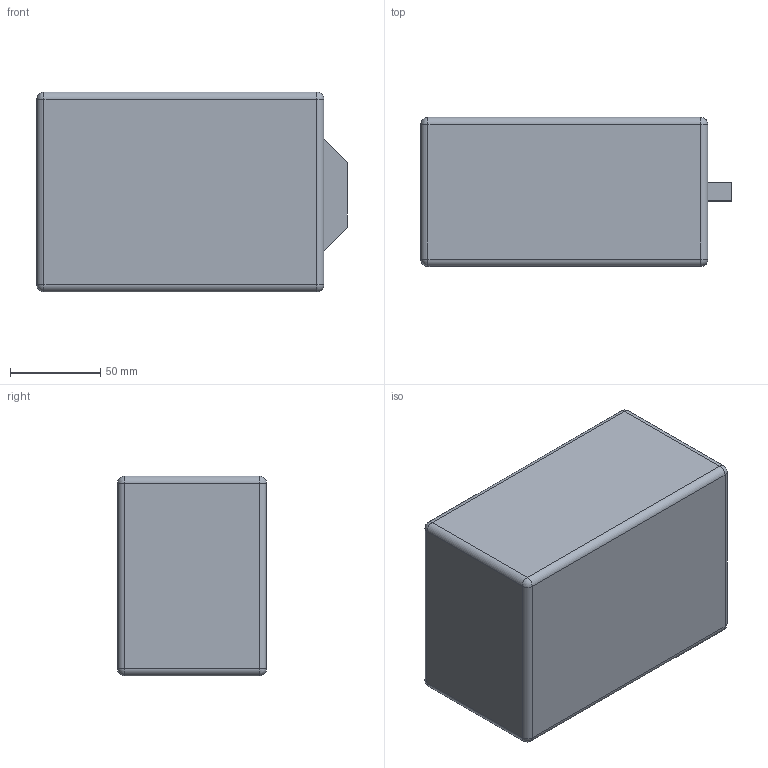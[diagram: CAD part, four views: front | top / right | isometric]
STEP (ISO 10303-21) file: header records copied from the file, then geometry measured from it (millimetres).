
FILE_DESCRIPTION(/* description */ (''),/* implementation_level */ '2;1');
FILE_NAME(/* name */ 'mtg-box-fusion.step',/* time_stamp */ '2024-07-19T00:17:12-04:00',/* author */ (''),/* organization */ (''),/* preprocessor_version */ 'ST-DEVELOPER v20',/* originating_system */ 'Autodesk Translation Framework v13.14.0.145',/* authorisation */ '');
FILE_SCHEMA (('AUTOMOTIVE_DESIGN { 1 0 10303 214 3 1 1 }'));
Length unit declared in the file: millimetre
Products named in the file (5): final_mtg_box; tray; cover; dice_tray; dice_cover
Assembly tree (4 placements, depth 2):
  final_mtg_box
    tray
    cover
    dice_tray
    dice_cover
Bounding box: 172 x 82.5 x 110.75 mm (x, y, z)
Volume: 539358.6 mm3; surface area: 287714.5 mm2
Topology: 4 solids, 4 shells, 164 faces, 384 edges, 236 vertices
Faces by surface type: plane 100, cylinder 44, sphere 20
Entity records: 4767 total; most frequent: DIRECTION 818, CARTESIAN_POINT 793, ORIENTED_EDGE 768, EDGE_CURVE 384, LINE 296, VECTOR 296, AXIS2_PLACEMENT_3D 261, VERTEX_POINT 236
